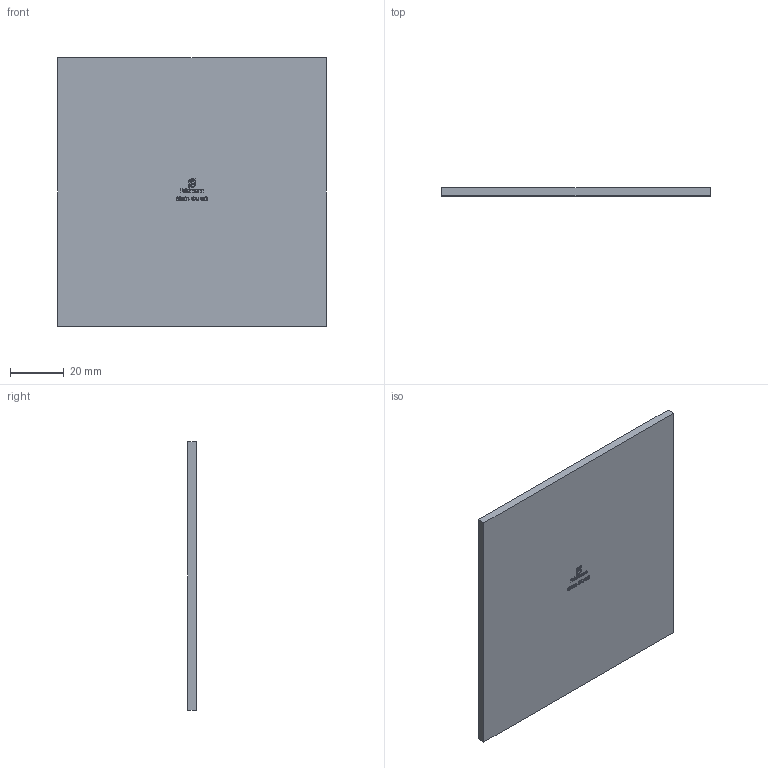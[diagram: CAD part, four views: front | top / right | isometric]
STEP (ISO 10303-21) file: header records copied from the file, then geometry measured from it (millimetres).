
FILE_DESCRIPTION (( 'STEP AP203' ), '1' );
FILE_NAME ('80501-GU-UG.step', '2022-07-11T06:35:02', ( '' ), ( '' ), 'SwSTEP 2.0', 'SolidWorks 2018', '' );
FILE_SCHEMA (( 'CONFIG_CONTROL_DESIGN' ));
Length unit declared in the file: millimetre
Products named in the file (1): 80501-GU-UG
Bounding box: 100 x 3 x 100 mm (x, y, z)
Volume: 29999 mm3; surface area: 21213.6 mm2
Topology: 1 solids, 1 shells, 292 faces, 789 edges, 526 vertices
Faces by surface type: plane 149, bspline 143
Entity records: 16616 total; most frequent: CARTESIAN_POINT 10175, ORIENTED_EDGE 1578, DIRECTION 803, EDGE_CURVE 789, VERTEX_POINT 526, VECTOR 503, LINE 503, EDGE_LOOP 319
